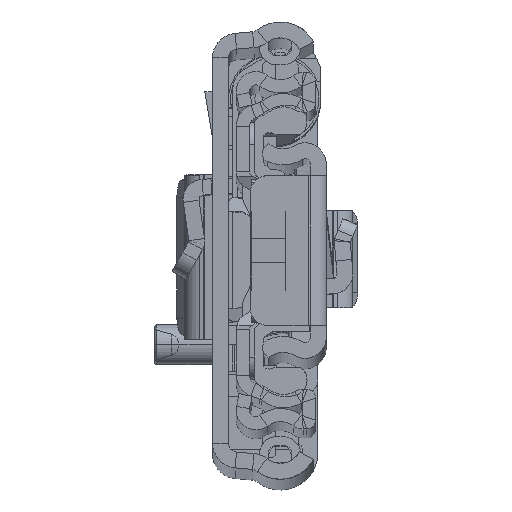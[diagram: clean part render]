
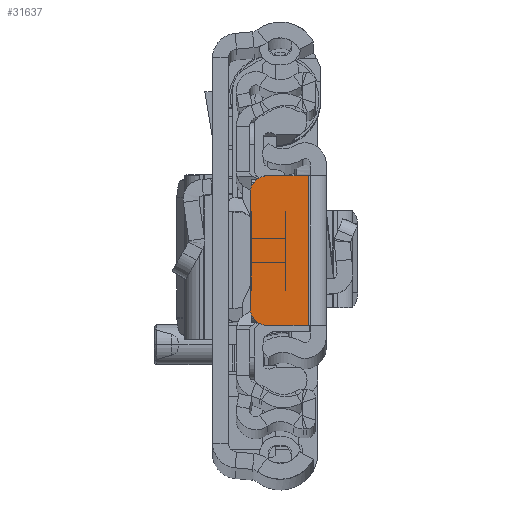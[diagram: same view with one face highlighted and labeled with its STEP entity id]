
A CAD part, top view. The second image highlights one B-rep face of the part: STEP entity #31637.
In plain terms, the highlighted planar face has unit normal (0, 0, 1).
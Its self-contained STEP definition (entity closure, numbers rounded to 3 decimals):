
#1020 = ORIENTED_EDGE ( 'NONE', *, *, #3357, .T. ) ;
#2776 = VERTEX_POINT ( 'NONE', #30930 ) ;
#3357 = EDGE_CURVE ( 'NONE', #2776, #18241, #9812, .T. ) ;
#3518 = CARTESIAN_POINT ( 'NONE',  ( -2.05, -8.5, 0. ) ) ;
#3636 = DIRECTION ( 'NONE',  ( -1., 0., 0. ) ) ;
#3718 = DIRECTION ( 'NONE',  ( 1., 0., 0. ) ) ;
#4730 = EDGE_CURVE ( 'NONE', #16913, #18341, #12855, .T. ) ;
#5815 = CARTESIAN_POINT ( 'NONE',  ( -2.05, -8.5, 0. ) ) ;
#6131 = EDGE_CURVE ( 'NONE', #18241, #9334, #35437, .T. ) ;
#6401 = DIRECTION ( 'NONE',  ( 0., 0., 1. ) ) ;
#9334 = VERTEX_POINT ( 'NONE', #9529 ) ;
#9471 = ORIENTED_EDGE ( 'NONE', *, *, #6131, .T. ) ;
#9529 = CARTESIAN_POINT ( 'NONE',  ( -8.65, -6.5, 0. ) ) ;
#9812 = CIRCLE ( 'NONE', #30125, 2. ) ;
#12206 = DIRECTION ( 'NONE',  ( 0., 0., 1. ) ) ;
#12424 = CARTESIAN_POINT ( 'NONE',  ( -6.65, 6.5, 0. ) ) ;
#12516 = ORIENTED_EDGE ( 'NONE', *, *, #24119, .T. ) ;
#12855 = LINE ( 'NONE', #20039, #27745 ) ;
#13023 = CARTESIAN_POINT ( 'NONE',  ( 0., 0., 0. ) ) ;
#13828 = CARTESIAN_POINT ( 'NONE',  ( 0., 8.5, 0. ) ) ;
#14279 = ORIENTED_EDGE ( 'NONE', *, *, #38222, .F. ) ;
#15480 = DIRECTION ( 'NONE',  ( 0., -1., 0. ) ) ;
#15505 = VERTEX_POINT ( 'NONE', #40790 ) ;
#15904 = EDGE_CURVE ( 'NONE', #9334, #16913, #25120, .T. ) ;
#16728 = ORIENTED_EDGE ( 'NONE', *, *, #4730, .T. ) ;
#16779 = CARTESIAN_POINT ( 'NONE',  ( -6.65, -6.5, 0. ) ) ;
#16913 = VERTEX_POINT ( 'NONE', #38463 ) ;
#17384 = VECTOR ( 'NONE', #22134, 1000. ) ;
#18241 = VERTEX_POINT ( 'NONE', #34288 ) ;
#18341 = VERTEX_POINT ( 'NONE', #3518 ) ;
#19761 = LINE ( 'NONE', #13828, #38497 ) ;
#19949 = ORIENTED_EDGE ( 'NONE', *, *, #15904, .T. ) ;
#20039 = CARTESIAN_POINT ( 'NONE',  ( 0., -8.5, 0. ) ) ;
#22134 = DIRECTION ( 'NONE',  ( 0., -1., 0. ) ) ;
#22338 = DIRECTION ( 'NONE',  ( -1., 0., 0. ) ) ;
#22560 = PLANE ( 'NONE',  #24554 ) ;
#22773 = FACE_OUTER_BOUND ( 'NONE', #30744, .T. ) ;
#24119 = EDGE_CURVE ( 'NONE', #15505, #2776, #19761, .T. ) ;
#24554 = AXIS2_PLACEMENT_3D ( 'NONE', #13023, #35727, #22338 ) ;
#24721 = DIRECTION ( 'NONE',  ( -1., 0., 0. ) ) ;
#24900 = LINE ( 'NONE', #5815, #17384 ) ;
#25016 = CARTESIAN_POINT ( 'NONE',  ( -8.65, 0., 0. ) ) ;
#25120 = CIRCLE ( 'NONE', #35321, 2. ) ;
#27745 = VECTOR ( 'NONE', #3718, 1000. ) ;
#30125 = AXIS2_PLACEMENT_3D ( 'NONE', #12424, #12206, #24721 ) ;
#30744 = EDGE_LOOP ( 'NONE', ( #9471, #19949, #16728, #14279, #12516, #1020 ) ) ;
#30930 = CARTESIAN_POINT ( 'NONE',  ( -6.65, 8.5, 0. ) ) ;
#31637 = ADVANCED_FACE ( 'NONE', ( #22773 ), #22560, .F. ) ;
#34288 = CARTESIAN_POINT ( 'NONE',  ( -8.65, 6.5, 0. ) ) ;
#34534 = VECTOR ( 'NONE', #15480, 1000. ) ;
#35321 = AXIS2_PLACEMENT_3D ( 'NONE', #16779, #6401, #3636 ) ;
#35437 = LINE ( 'NONE', #25016, #34534 ) ;
#35727 = DIRECTION ( 'NONE',  ( 0., 0., -1. ) ) ;
#38222 = EDGE_CURVE ( 'NONE', #15505, #18341, #24900, .T. ) ;
#38463 = CARTESIAN_POINT ( 'NONE',  ( -6.65, -8.5, 0. ) ) ;
#38497 = VECTOR ( 'NONE', #40967, 1000. ) ;
#40790 = CARTESIAN_POINT ( 'NONE',  ( -2.05, 8.5, 0. ) ) ;
#40967 = DIRECTION ( 'NONE',  ( -1., 0., 0. ) ) ;
